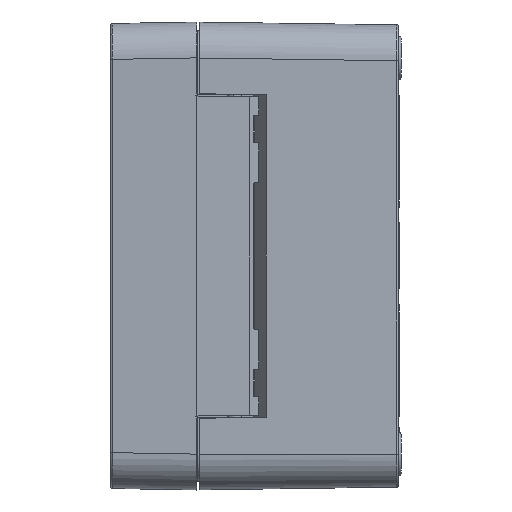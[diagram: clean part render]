
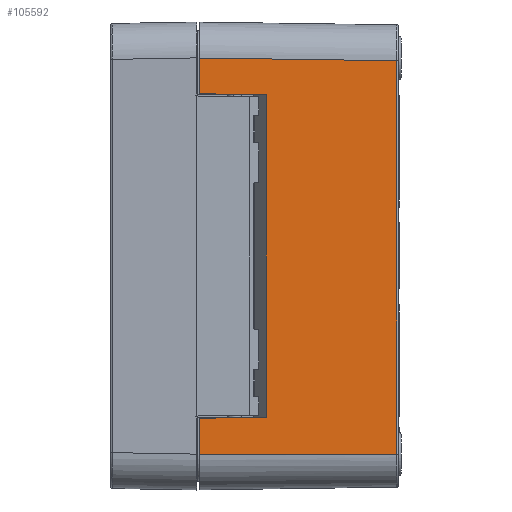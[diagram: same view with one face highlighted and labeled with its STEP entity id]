
A CAD part, left-side view. The second image highlights one B-rep face of the part: STEP entity #105592.
In plain terms, the highlighted planar face has unit normal (-1, -0.014, 0).
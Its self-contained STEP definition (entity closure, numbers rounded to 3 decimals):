
#27240 = CARTESIAN_POINT ( 'NONE',  ( -170.389, -26., 56.174 ) ) ;
#27256 = DIRECTION ( 'NONE',  ( 0., 0., 1. ) ) ;
#27257 = VECTOR ( 'NONE', #27256, 1000. ) ;
#27258 = CARTESIAN_POINT ( 'NONE',  ( -170.389, -26., -56.5 ) ) ;
#27259 = LINE ( 'NONE', #27258, #27257 ) ;
#29108 = CARTESIAN_POINT ( 'NONE',  ( -170.389, -26., 56.174 ) ) ;
#29109 = CARTESIAN_POINT ( 'NONE',  ( -170.389, -26., 56.232 ) ) ;
#29110 = CARTESIAN_POINT ( 'NONE',  ( -170.39, -25.958, 56.273 ) ) ;
#29111 = CARTESIAN_POINT ( 'NONE',  ( -170.391, -25.898, 56.274 ) ) ;
#29112 =( BOUNDED_CURVE ( )  B_SPLINE_CURVE ( 3, ( #29111, #29110, #29109, #29108 ),
 .UNSPECIFIED., .F., .F. ) 
 B_SPLINE_CURVE_WITH_KNOTS ( ( 4, 4 ),
 ( 1.57, 3.133 ),
 .UNSPECIFIED. ) 
 CURVE ( )  GEOMETRIC_REPRESENTATION_ITEM ( )  RATIONAL_B_SPLINE_CURVE ( ( 1., 0.807, 0.807, 1. ) ) 
 REPRESENTATION_ITEM ( '' )  );
#29569 = CARTESIAN_POINT ( 'NONE',  ( -170.711, -2.8, 56.575 ) ) ;
#30002 = CARTESIAN_POINT ( 'NONE',  ( -170.71, -2.899, 56.475 ) ) ;
#30004 = CARTESIAN_POINT ( 'NONE',  ( -170.71, -2.899, 56.475 ) ) ;
#30005 = CARTESIAN_POINT ( 'NONE',  ( -170.711, -2.841, 56.475 ) ) ;
#30006 = CARTESIAN_POINT ( 'NONE',  ( -170.711, -2.8, 56.517 ) ) ;
#30007 = CARTESIAN_POINT ( 'NONE',  ( -170.711, -2.8, 56.575 ) ) ;
#30008 =( BOUNDED_CURVE ( )  B_SPLINE_CURVE ( 3, ( #30007, #30006, #30005, #30004 ),
 .UNSPECIFIED., .F., .F. ) 
 B_SPLINE_CURVE_WITH_KNOTS ( ( 4, 4 ),
 ( 3.142, 4.704 ),
 .UNSPECIFIED. ) 
 CURVE ( )  GEOMETRIC_REPRESENTATION_ITEM ( )  RATIONAL_B_SPLINE_CURVE ( ( 1., 0.807, 0.807, 1. ) ) 
 REPRESENTATION_ITEM ( '' )  );
#30079 = DIRECTION ( 'NONE',  ( 0.014, -1., -0.009 ) ) ;
#30080 = VECTOR ( 'NONE', #30079, 1000. ) ;
#30081 = CARTESIAN_POINT ( 'NONE',  ( -170.753, 0.218, 56.502 ) ) ;
#30082 = LINE ( 'NONE', #30081, #30080 ) ;
#32534 = DIRECTION ( 'NONE',  ( 0., 0., -1. ) ) ;
#32535 = VECTOR ( 'NONE', #32534, 1000. ) ;
#32536 = CARTESIAN_POINT ( 'NONE',  ( -170.711, -2.8, 81.5 ) ) ;
#32537 = LINE ( 'NONE', #32536, #32535 ) ;
#33460 = DIRECTION ( 'NONE',  ( 0.014, -1., 0. ) ) ;
#33461 = DIRECTION ( 'NONE',  ( -1., -0.014, 0. ) ) ;
#33462 = AXIS2_PLACEMENT_3D ( 'NONE', #33463, #33461, #33460 ) ;
#33463 = CARTESIAN_POINT ( 'NONE',  ( -170.75, 0., 81.5 ) ) ;
#33464 = PLANE ( 'NONE',  #33462 ) ;
#33469 = FACE_OUTER_BOUND ( 'NONE', #73383, .T. ) ;
#62308 = VERTEX_POINT ( 'NONE', #67462 ) ;
#62330 = ORIENTED_EDGE ( 'NONE', *, *, #64247, .T. ) ;
#62916 = VERTEX_POINT ( 'NONE', #67670 ) ;
#64051 = EDGE_CURVE ( 'NONE', #62308, #90193, #68170, .T. ) ;
#64072 = ORIENTED_EDGE ( 'NONE', *, *, #64051, .T. ) ;
#64195 = EDGE_CURVE ( 'NONE', #64285, #62308, #68257, .T. ) ;
#64228 = ORIENTED_EDGE ( 'NONE', *, *, #64195, .T. ) ;
#64247 = EDGE_CURVE ( 'NONE', #62916, #64285, #68300, .T. ) ;
#64285 = VERTEX_POINT ( 'NONE', #68272 ) ;
#64404 = ORIENTED_EDGE ( 'NONE', *, *, #64435, .F. ) ;
#64435 = EDGE_CURVE ( 'NONE', #62916, #64474, #68305, .T. ) ;
#64468 = ORIENTED_EDGE ( 'NONE', *, *, #64475, .T. ) ;
#64474 = VERTEX_POINT ( 'NONE', #68326 ) ;
#64475 = EDGE_CURVE ( 'NONE', #70754, #64474, #68324, .T. ) ;
#65638 = ORIENTED_EDGE ( 'NONE', *, *, #65673, .T. ) ;
#65647 = ORIENTED_EDGE ( 'NONE', *, *, #65649, .T. ) ;
#65649 = EDGE_CURVE ( 'NONE', #90193, #65657, #68930, .T. ) ;
#65657 = VERTEX_POINT ( 'NONE', #68926 ) ;
#65673 = EDGE_CURVE ( 'NONE', #65657, #84461, #68923, .T. ) ;
#67462 = CARTESIAN_POINT ( 'NONE',  ( -170.711, -2.8, -68.967 ) ) ;
#67670 = CARTESIAN_POINT ( 'NONE',  ( -170.71, -2.899, -56.475 ) ) ;
#68166 = CARTESIAN_POINT ( 'NONE',  ( -169.758, -71.507, -69.009 ) ) ;
#68167 = CARTESIAN_POINT ( 'NONE',  ( -170.075, -48.609, -69.318 ) ) ;
#68168 = CARTESIAN_POINT ( 'NONE',  ( -170.393, -25.699, -68.725 ) ) ;
#68169 = CARTESIAN_POINT ( 'NONE',  ( -170.711, -2.8, -68.967 ) ) ;
#68170 = B_SPLINE_CURVE_WITH_KNOTS ( 'NONE', 3,
 ( #68169, #68168, #68167, #68166 ),
 .UNSPECIFIED., .F., .F.,
 ( 4, 4 ),
 ( 0.408, 0.599 ),
 .UNSPECIFIED. ) ;
#68254 = DIRECTION ( 'NONE',  ( 0., 0., -1. ) ) ;
#68255 = VECTOR ( 'NONE', #68254, 1000. ) ;
#68256 = CARTESIAN_POINT ( 'NONE',  ( -170.711, -2.8, 81.5 ) ) ;
#68257 = LINE ( 'NONE', #68256, #68255 ) ;
#68272 = CARTESIAN_POINT ( 'NONE',  ( -170.711, -2.8, -56.575 ) ) ;
#68276 = CARTESIAN_POINT ( 'NONE',  ( -170.711, -2.8, -56.575 ) ) ;
#68277 = CARTESIAN_POINT ( 'NONE',  ( -170.711, -2.8, -56.517 ) ) ;
#68278 = CARTESIAN_POINT ( 'NONE',  ( -170.711, -2.841, -56.475 ) ) ;
#68279 = CARTESIAN_POINT ( 'NONE',  ( -170.71, -2.899, -56.475 ) ) ;
#68300 =( BOUNDED_CURVE ( )  B_SPLINE_CURVE ( 3, ( #68279, #68278, #68277, #68276 ),
 .UNSPECIFIED., .F., .F. ) 
 B_SPLINE_CURVE_WITH_KNOTS ( ( 4, 4 ),
 ( 1.58, 3.142 ),
 .UNSPECIFIED. ) 
 CURVE ( )  GEOMETRIC_REPRESENTATION_ITEM ( )  RATIONAL_B_SPLINE_CURVE ( ( 1., 0.807, 0.807, 1. ) ) 
 REPRESENTATION_ITEM ( '' )  );
#68301 = DIRECTION ( 'NONE',  ( 0.014, -1., 0.009 ) ) ;
#68302 = VECTOR ( 'NONE', #68301, 1000. ) ;
#68303 = CARTESIAN_POINT ( 'NONE',  ( -170.733, -1.204, -56.489 ) ) ;
#68305 = LINE ( 'NONE', #68303, #68302 ) ;
#68320 = CARTESIAN_POINT ( 'NONE',  ( -170.391, -25.898, -56.274 ) ) ;
#68321 = CARTESIAN_POINT ( 'NONE',  ( -170.39, -25.958, -56.273 ) ) ;
#68322 = CARTESIAN_POINT ( 'NONE',  ( -170.389, -26., -56.232 ) ) ;
#68323 = CARTESIAN_POINT ( 'NONE',  ( -170.389, -26., -56.174 ) ) ;
#68324 =( BOUNDED_CURVE ( )  B_SPLINE_CURVE ( 3, ( #68323, #68322, #68321, #68320 ),
 .UNSPECIFIED., .F., .T. ) 
 B_SPLINE_CURVE_WITH_KNOTS ( ( 4, 4 ),
 ( 3.151, 4.713 ),
 .UNSPECIFIED. ) 
 CURVE ( )  GEOMETRIC_REPRESENTATION_ITEM ( )  RATIONAL_B_SPLINE_CURVE ( ( 1., 0.807, 0.807, 1. ) ) 
 REPRESENTATION_ITEM ( '' )  );
#68326 = CARTESIAN_POINT ( 'NONE',  ( -170.391, -25.898, -56.274 ) ) ;
#68918 = CARTESIAN_POINT ( 'NONE',  ( -170.711, -2.8, 68.962 ) ) ;
#68919 = CARTESIAN_POINT ( 'NONE',  ( -170.393, -25.702, 68.645 ) ) ;
#68920 = CARTESIAN_POINT ( 'NONE',  ( -170.076, -48.605, 68.327 ) ) ;
#68921 = CARTESIAN_POINT ( 'NONE',  ( -169.758, -71.507, 68.009 ) ) ;
#68923 = B_SPLINE_CURVE_WITH_KNOTS ( 'NONE', 3,
 ( #68921, #68920, #68919, #68918 ),
 .UNSPECIFIED., .F., .F.,
 ( 4, 4 ),
 ( 0.401, 0.592 ),
 .UNSPECIFIED. ) ;
#68926 = CARTESIAN_POINT ( 'NONE',  ( -169.758, -71.507, 68.009 ) ) ;
#68927 = DIRECTION ( 'NONE',  ( 0., 0., 1. ) ) ;
#68928 = VECTOR ( 'NONE', #68927, 1000. ) ;
#68929 = CARTESIAN_POINT ( 'NONE',  ( -169.758, -71.507, 81.5 ) ) ;
#68930 = LINE ( 'NONE', #68929, #68928 ) ;
#70182 = CARTESIAN_POINT ( 'NONE',  ( -170.389, -26., -56.174 ) ) ;
#70754 = VERTEX_POINT ( 'NONE', #70182 ) ;
#73383 = EDGE_LOOP ( 'NONE', ( #105074, #103324, #103328, #102733, #101419, #64468, #64404, #62330, #64228, #64072, #65647, #65638 ) ) ;
#84461 = VERTEX_POINT ( 'NONE', #126341 ) ;
#90193 = VERTEX_POINT ( 'NONE', #138810 ) ;
#90207 = VERTEX_POINT ( 'NONE', #138990 ) ;
#101419 = ORIENTED_EDGE ( 'NONE', *, *, #101635, .F. ) ;
#101617 = VERTEX_POINT ( 'NONE', #27240 ) ;
#101635 = EDGE_CURVE ( 'NONE', #70754, #101617, #27259, .T. ) ;
#102733 = ORIENTED_EDGE ( 'NONE', *, *, #102756, .T. ) ;
#102756 = EDGE_CURVE ( 'NONE', #90207, #101617, #29112, .T. ) ;
#103052 = VERTEX_POINT ( 'NONE', #29569 ) ;
#103320 = EDGE_CURVE ( 'NONE', #103052, #103331, #30008, .T. ) ;
#103324 = ORIENTED_EDGE ( 'NONE', *, *, #103320, .T. ) ;
#103328 = ORIENTED_EDGE ( 'NONE', *, *, #103400, .T. ) ;
#103331 = VERTEX_POINT ( 'NONE', #30002 ) ;
#103400 = EDGE_CURVE ( 'NONE', #103331, #90207, #30082, .T. ) ;
#105045 = EDGE_CURVE ( 'NONE', #84461, #103052, #32537, .T. ) ;
#105074 = ORIENTED_EDGE ( 'NONE', *, *, #105045, .T. ) ;
#105592 = ADVANCED_FACE ( 'NONE', ( #33469 ), #33464, .T. ) ;
#126341 = CARTESIAN_POINT ( 'NONE',  ( -170.711, -2.8, 68.962 ) ) ;
#138810 = CARTESIAN_POINT ( 'NONE',  ( -169.758, -71.507, -69.009 ) ) ;
#138990 = CARTESIAN_POINT ( 'NONE',  ( -170.391, -25.898, 56.274 ) ) ;
